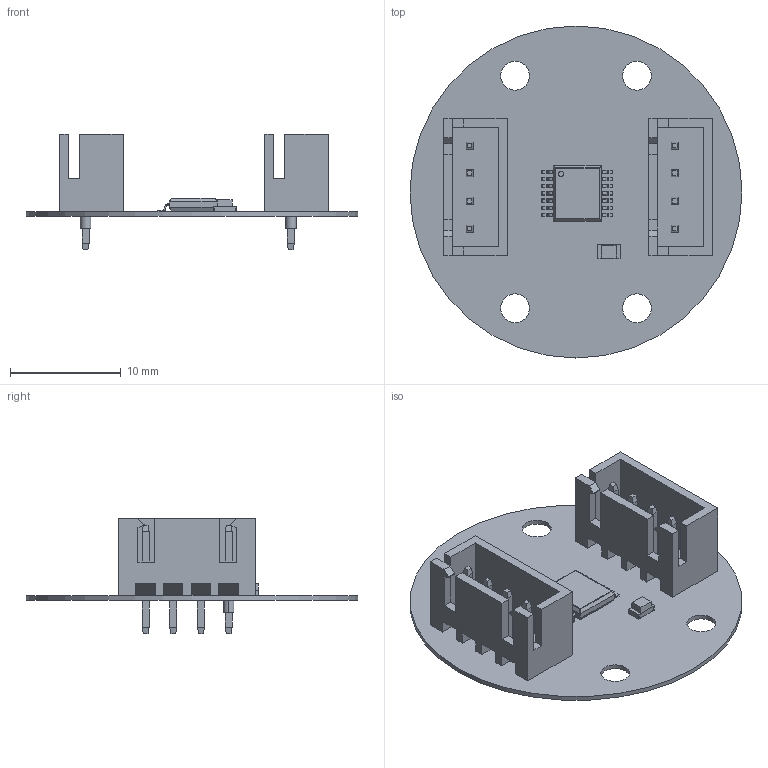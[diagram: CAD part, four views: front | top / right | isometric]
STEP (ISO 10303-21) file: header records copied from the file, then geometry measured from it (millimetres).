
FILE_DESCRIPTION(('Open CASCADE Model'),'2;1');
FILE_NAME('Open CASCADE Shape Model','2019-04-10T19:16:43',('Author'),( 'Open CASCADE'),'Open CASCADE STEP processor 6.8','Open CASCADE 6.8' ,'Unknown');
FILE_SCHEMA(('AUTOMOTIVE_DESIGN { 1 0 10303 214 1 1 1 1 }'));
Length unit declared in the file: millimetre
Products named in the file (11): PCB; Board; L1; led0805__green; U2; 4pin-2.5; U1; P1; SSOP14; SSOP14_呿极; 綠僅1.2_竘褐
Assembly tree (24 placements, depth 4):
  PCB
    Board
    L1
      led0805__green
    U2
      4pin-2.5
    U1
      4pin-2.5
    P1
      SSOP14
        SSOP14_呿极
        綠僅1.2_竘褐  x14
Bounding box: 30 x 30 x 10.4 mm (x, y, z)
Volume: 718.4 mm3; surface area: 2842.6 mm2
Topology: 19 solids, 19 shells, 1193 faces, 2926 edges, 1682 vertices
Faces by surface type: plane 546, cylinder 339, bspline 308
Full cylindrical faces by diameter (mm): 0.9 x8, 2.6 x4, 30 x1
Entity records: 20113 total; most frequent: CARTESIAN_POINT 6186, ORIENTED_EDGE 2430, DIRECTION 1826, EDGE_CURVE 1215, LINE 868, VECTOR 868, VERTEX_POINT 779, FACE_BOUND 524
